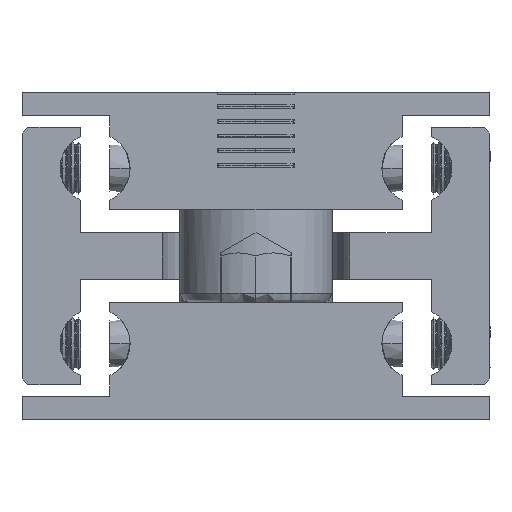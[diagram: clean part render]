
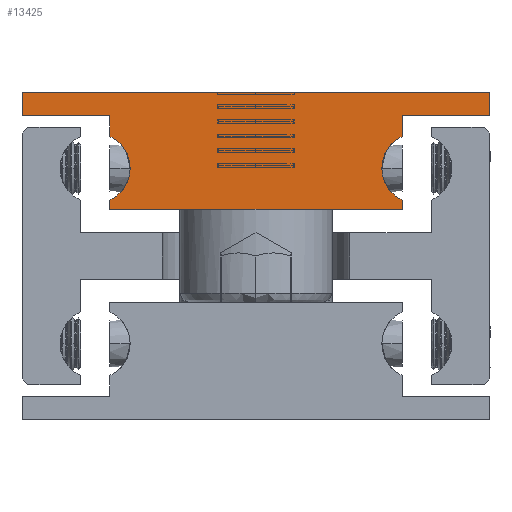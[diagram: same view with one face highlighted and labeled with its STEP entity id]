
A CAD part, front view. The second image highlights one B-rep face of the part: STEP entity #13425.
In plain terms, the highlighted planar face has unit normal (0, -1, 0).
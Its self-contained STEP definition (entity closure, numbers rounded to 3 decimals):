
#10884=CARTESIAN_POINT('',(-10.75,-850.0,0.));
#10885=VERTEX_POINT('',#10884);
#10894=CARTESIAN_POINT('',(-12.5,-850.0,2.727));
#10895=VERTEX_POINT('',#10894);
#10896=CARTESIAN_POINT('',(-13.75,-850.0,0.0));
#10897=DIRECTION('',(0.0,1.0,0.0));
#10898=DIRECTION('',(1.0,0.0,0.0));
#10899=AXIS2_PLACEMENT_3D('',#10896,#10897,#10898);
#10900=CIRCLE('',#10899,3.0);
#10901=EDGE_CURVE('',#10895,#10885,#10900,.T.);
#11026=CARTESIAN_POINT('',(12.5,-850.0,2.727));
#11027=VERTEX_POINT('',#11026);
#11034=CARTESIAN_POINT('',(10.75,-850.0,0.));
#11035=VERTEX_POINT('',#11034);
#11036=CARTESIAN_POINT('',(13.75,-850.0,0.0));
#11037=DIRECTION('',(0.0,1.0,0.0));
#11038=DIRECTION('',(1.0,0.0,0.0));
#11039=AXIS2_PLACEMENT_3D('',#11036,#11037,#11038);
#11040=CIRCLE('',#11039,3.0);
#11041=EDGE_CURVE('',#11035,#11027,#11040,.T.);
#11911=CARTESIAN_POINT('',(0.,-850.0,-3.5));
#11912=VERTEX_POINT('',#11911);
#12544=CARTESIAN_POINT('',(12.5,-850.0,-3.5));
#12545=VERTEX_POINT('',#12544);
#12552=CARTESIAN_POINT('',(12.5,-850.0,-3.5));
#12553=DIRECTION('',(-1.0,0.0,0.0));
#12554=VECTOR('',#12553,12.5);
#12555=LINE('',#12552,#12554);
#12556=EDGE_CURVE('',#12545,#11912,#12555,.T.);
#12561=CARTESIAN_POINT('',(-12.5,-850.0,-3.5));
#12562=VERTEX_POINT('',#12561);
#12563=CARTESIAN_POINT('',(0.,-850.0,-3.5));
#12564=DIRECTION('',(-1.0,0.0,0.0));
#12565=VECTOR('',#12564,12.5);
#12566=LINE('',#12563,#12565);
#12567=EDGE_CURVE('',#11912,#12562,#12566,.T.);
#13030=CARTESIAN_POINT('',(12.5,-850.0,4.5));
#13031=VERTEX_POINT('',#13030);
#13038=CARTESIAN_POINT('',(12.5,-850.0,4.5));
#13039=DIRECTION('',(0.,0.0,-1.));
#13040=VECTOR('',#13039,1.773);
#13041=LINE('',#13038,#13040);
#13042=EDGE_CURVE('',#13031,#11027,#13041,.T.);
#13055=CARTESIAN_POINT('',(12.5,-850.0,-2.727));
#13056=VERTEX_POINT('',#13055);
#13063=CARTESIAN_POINT('',(12.5,-850.0,-2.727));
#13064=DIRECTION('',(0.0,0.0,-1.0));
#13065=VECTOR('',#13064,0.773);
#13066=LINE('',#13063,#13065);
#13067=EDGE_CURVE('',#13056,#12545,#13066,.T.);
#13096=CARTESIAN_POINT('',(13.75,-850.0,0.0));
#13097=DIRECTION('',(0.0,1.0,0.0));
#13098=DIRECTION('',(1.0,0.0,0.0));
#13099=AXIS2_PLACEMENT_3D('',#13096,#13097,#13098);
#13100=CIRCLE('',#13099,3.0);
#13101=EDGE_CURVE('',#13056,#11035,#13100,.T.);
#13136=CARTESIAN_POINT('',(-12.5,-850.0,-2.727));
#13137=VERTEX_POINT('',#13136);
#13144=CARTESIAN_POINT('',(-13.75,-850.0,0.0));
#13145=DIRECTION('',(0.0,1.0,0.0));
#13146=DIRECTION('',(1.0,0.0,0.0));
#13147=AXIS2_PLACEMENT_3D('',#13144,#13145,#13146);
#13148=CIRCLE('',#13147,3.0);
#13149=EDGE_CURVE('',#10885,#13137,#13148,.T.);
#13229=CARTESIAN_POINT('',(-12.5,-850.0,-3.5));
#13230=DIRECTION('',(0.0,0.0,1.0));
#13231=VECTOR('',#13230,0.773);
#13232=LINE('',#13229,#13231);
#13233=EDGE_CURVE('',#12562,#13137,#13232,.T.);
#13244=CARTESIAN_POINT('',(-12.5,-850.0,4.5));
#13245=VERTEX_POINT('',#13244);
#13246=CARTESIAN_POINT('',(-12.5,-850.0,2.727));
#13247=DIRECTION('',(0.0,0.0,1.0));
#13248=VECTOR('',#13247,1.773);
#13249=LINE('',#13246,#13248);
#13250=EDGE_CURVE('',#10895,#13245,#13249,.T.);
#13268=CARTESIAN_POINT('',(20.,-850.0,4.5));
#13269=VERTEX_POINT('',#13268);
#13276=CARTESIAN_POINT('',(20.,-850.0,4.5));
#13277=DIRECTION('',(-1.0,0.0,0.0));
#13278=VECTOR('',#13277,7.5);
#13279=LINE('',#13276,#13278);
#13280=EDGE_CURVE('',#13269,#13031,#13279,.T.);
#13292=CARTESIAN_POINT('',(20.,-850.0,6.5));
#13293=VERTEX_POINT('',#13292);
#13300=CARTESIAN_POINT('',(20.,-850.0,6.5));
#13301=DIRECTION('',(0.0,0.0,-1.0));
#13302=VECTOR('',#13301,2.0);
#13303=LINE('',#13300,#13302);
#13304=EDGE_CURVE('',#13293,#13269,#13303,.T.);
#13316=CARTESIAN_POINT('',(-20.,-850.0,6.5));
#13317=VERTEX_POINT('',#13316);
#13324=CARTESIAN_POINT('',(-20.,-850.0,6.5));
#13325=DIRECTION('',(1.0,0.0,0.0));
#13326=VECTOR('',#13325,40.);
#13327=LINE('',#13324,#13326);
#13328=EDGE_CURVE('',#13317,#13293,#13327,.T.);
#13368=CARTESIAN_POINT('',(-20.,-850.0,4.5));
#13369=VERTEX_POINT('',#13368);
#13376=CARTESIAN_POINT('',(-20.,-850.0,4.5));
#13377=DIRECTION('',(0.0,0.0,1.0));
#13378=VECTOR('',#13377,2.0);
#13379=LINE('',#13376,#13378);
#13380=EDGE_CURVE('',#13369,#13317,#13379,.T.);
#13393=CARTESIAN_POINT('',(-12.5,-850.0,4.5));
#13394=DIRECTION('',(-1.0,0.0,0.0));
#13395=VECTOR('',#13394,7.5);
#13396=LINE('',#13393,#13395);
#13397=EDGE_CURVE('',#13245,#13369,#13396,.T.);
#13403=CARTESIAN_POINT('',(0.,-850.0,2.7));
#13404=DIRECTION('',(0.0,1.0,0.0));
#13405=DIRECTION('',(0.0,0.0,1.0));
#13406=AXIS2_PLACEMENT_3D('',#13403,#13404,#13405);
#13407=PLANE('',#13406);
#13408=ORIENTED_EDGE('',*,*,#13101,.T.);
#13409=ORIENTED_EDGE('',*,*,#11041,.T.);
#13410=ORIENTED_EDGE('',*,*,#13042,.F.);
#13411=ORIENTED_EDGE('',*,*,#13280,.F.);
#13412=ORIENTED_EDGE('',*,*,#13304,.F.);
#13413=ORIENTED_EDGE('',*,*,#13328,.F.);
#13414=ORIENTED_EDGE('',*,*,#13380,.F.);
#13415=ORIENTED_EDGE('',*,*,#13397,.F.);
#13416=ORIENTED_EDGE('',*,*,#13250,.F.);
#13417=ORIENTED_EDGE('',*,*,#10901,.T.);
#13418=ORIENTED_EDGE('',*,*,#13149,.T.);
#13419=ORIENTED_EDGE('',*,*,#13233,.F.);
#13420=ORIENTED_EDGE('',*,*,#12567,.F.);
#13421=ORIENTED_EDGE('',*,*,#12556,.F.);
#13422=ORIENTED_EDGE('',*,*,#13067,.F.);
#13423=EDGE_LOOP('',(#13408,#13409,#13410,#13411,#13412,#13413,#13414,#13415,#13416,#13417,#13418,#13419,#13420,#13421,#13422));
#13424=FACE_OUTER_BOUND('',#13423,.T.);
#13425=ADVANCED_FACE('',(#13424),#13407,.F.);
